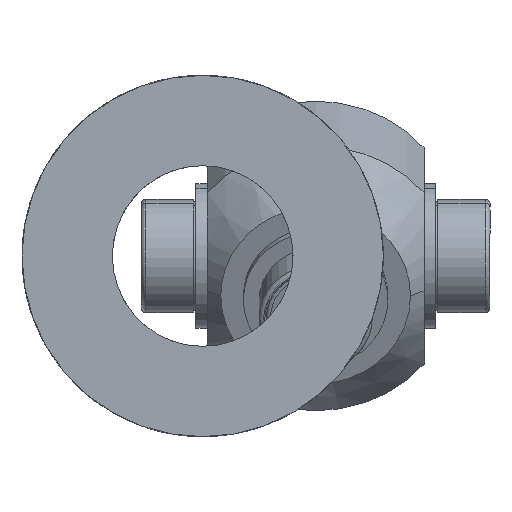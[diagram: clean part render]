
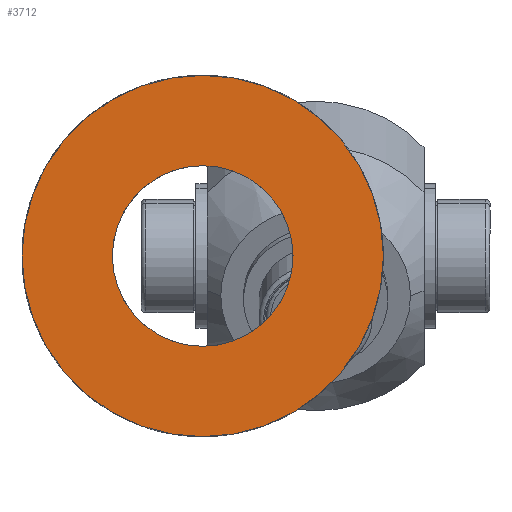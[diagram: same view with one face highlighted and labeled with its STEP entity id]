
A CAD part, left-side view. The second image highlights one B-rep face of the part: STEP entity #3712.
In plain terms, the highlighted face is planar.
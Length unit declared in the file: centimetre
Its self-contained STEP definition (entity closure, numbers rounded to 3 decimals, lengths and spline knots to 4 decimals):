
#821=PLANE('',#3950);
#911=VERTEX_POINT('',#5577);
#949=VERTEX_POINT('',#5913);
#1249=CIRCLE('',#3928,2.);
#1255=CIRCLE('',#3948,4.);
#1544=EDGE_CURVE('',#911,#911,#1249,.T.);
#1596=EDGE_CURVE('',#949,#949,#1255,.T.);
#2177=ORIENTED_EDGE('',*,*,#1544,.T.);
#2178=ORIENTED_EDGE('',*,*,#1596,.F.);
#3145=EDGE_LOOP('',(#2177));
#3146=EDGE_LOOP('',(#2178));
#3432=FACE_BOUND('',#3145,.T.);
#3433=FACE_BOUND('',#3146,.T.);
#3712=ADVANCED_FACE('',(#3432,#3433),#821,.T.);
#3928=AXIS2_PLACEMENT_3D('',#5576,#4459,#4460);
#3948=AXIS2_PLACEMENT_3D('',#5912,#4515,#4516);
#3950=AXIS2_PLACEMENT_3D('',#5929,#4519,$);
#4459=DIRECTION('',(0.,0.,-1.));
#4460=DIRECTION('',(2.,0.,0.));
#4515=DIRECTION('',(0.,0.,-1.));
#4516=DIRECTION('',(4.,0.,0.));
#4519=DIRECTION('',(0.,0.,1.));
#5576=CARTESIAN_POINT('',(0.,0.,9.));
#5577=CARTESIAN_POINT('',(-2.,0.,9.));
#5912=CARTESIAN_POINT('',(0.,0.,9.));
#5913=CARTESIAN_POINT('',(4.,0.,9.));
#5929=CARTESIAN_POINT('',(0.,0.,9.));
